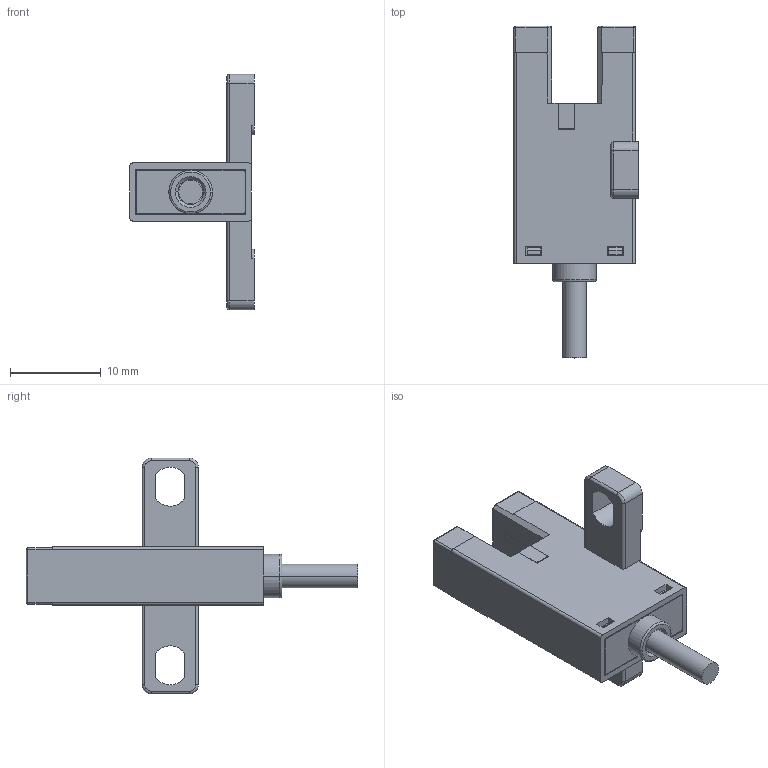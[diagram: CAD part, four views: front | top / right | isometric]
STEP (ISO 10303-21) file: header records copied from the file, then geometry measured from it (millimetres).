
FILE_DESCRIPTION((''),'2;1');
FILE_NAME('PRT0016','2011-03-25T',('sereneee'),(''),'PRO/ENGINEER BY PARAMETRIC TECHNOLOGY CORPORATION, 2006140','PRO/ENGINEER BY PARAMETRIC TECHNOLOGY CORPORATION, 2006140','');
FILE_SCHEMA(('CONFIG_CONTROL_DESIGN'));
Length unit declared in the file: millimetre
Products named in the file (1): PRT0016
Bounding box: 13.7 x 36.6 x 26 mm (x, y, z)
Volume: 1137.7 mm3; surface area: 2911.4 mm2
Topology: 4 solids, 4 shells, 297 faces, 826 edges, 538 vertices
Faces by surface type: plane 215, cylinder 70, torus 6, sphere 4, cone 2
Entity records: 9548 total; most frequent: CARTESIAN_POINT 1815, ORIENTED_EDGE 1652, DIRECTION 1522, EDGE_CURVE 826, VECTOR 652, LINE 652, VERTEX_POINT 538, AXIS2_PLACEMENT_3D 435
